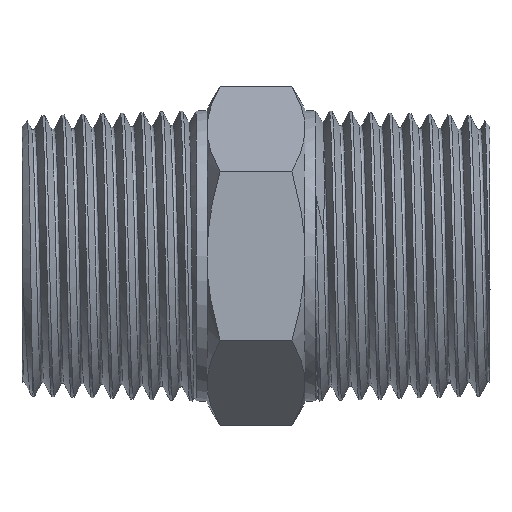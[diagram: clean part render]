
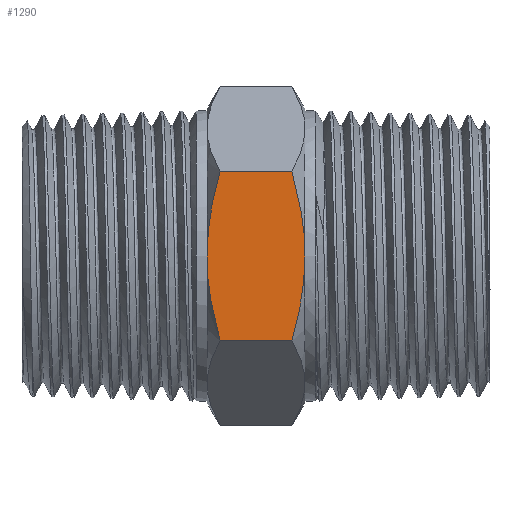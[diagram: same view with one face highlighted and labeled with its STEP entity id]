
A CAD part, front view. The second image highlights one B-rep face of the part: STEP entity #1290.
In plain terms, the highlighted face is planar.
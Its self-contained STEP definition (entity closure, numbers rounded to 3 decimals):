
#21=(
BOUNDED_CURVE()
B_SPLINE_CURVE(2,(#8529,#8530,#8531),.UNSPECIFIED.,.F.,.F.)
B_SPLINE_CURVE_WITH_KNOTS((3,3),(48.296,65.757),
 .UNSPECIFIED.)
CURVE()
GEOMETRIC_REPRESENTATION_ITEM()
RATIONAL_B_SPLINE_CURVE((2.219,2.219,2.06))
REPRESENTATION_ITEM('')
);
#27=(
BOUNDED_CURVE()
B_SPLINE_CURVE(2,(#8553,#8554,#8555),.UNSPECIFIED.,.F.,.F.)
B_SPLINE_CURVE_WITH_KNOTS((3,3),(29.313,46.236),
 .UNSPECIFIED.)
CURVE()
GEOMETRIC_REPRESENTATION_ITEM()
RATIONAL_B_SPLINE_CURVE((2.,2.155,2.155))
REPRESENTATION_ITEM('')
);
#28=(
BOUNDED_CURVE()
B_SPLINE_CURVE(2,(#8561,#8562,#8563),.UNSPECIFIED.,.F.,.F.)
B_SPLINE_CURVE_WITH_KNOTS((3,3),(30.836,48.296),
 .UNSPECIFIED.)
CURVE()
GEOMETRIC_REPRESENTATION_ITEM()
RATIONAL_B_SPLINE_CURVE((2.06,2.219,2.219))
REPRESENTATION_ITEM('')
);
#30=(
BOUNDED_CURVE()
B_SPLINE_CURVE(2,(#8569,#8570,#8571),.UNSPECIFIED.,.F.,.F.)
B_SPLINE_CURVE_WITH_KNOTS((3,3),(46.236,63.16),
 .UNSPECIFIED.)
CURVE()
GEOMETRIC_REPRESENTATION_ITEM()
RATIONAL_B_SPLINE_CURVE((2.155,2.155,2.))
REPRESENTATION_ITEM('')
);
#53=PLANE('',#1392);
#254=FACE_OUTER_BOUND('',#334,.T.);
#334=EDGE_LOOP('',(#1043,#1044,#1045,#1046,#1047,#1048));
#432=LINE('',#8557,#483);
#434=LINE('',#8576,#485);
#483=VECTOR('',#1582,1000.);
#485=VECTOR('',#1590,1000.);
#569=VERTEX_POINT('',#8502);
#576=VERTEX_POINT('',#8517);
#579=VERTEX_POINT('',#8525);
#582=VERTEX_POINT('',#8549);
#583=VERTEX_POINT('',#8560);
#584=VERTEX_POINT('',#8568);
#738=EDGE_CURVE('',#579,#569,#21,.F.);
#744=EDGE_CURVE('',#576,#582,#27,.F.);
#745=EDGE_CURVE('',#579,#582,#432,.T.);
#747=EDGE_CURVE('',#569,#583,#28,.F.);
#749=EDGE_CURVE('',#584,#576,#30,.F.);
#751=EDGE_CURVE('',#583,#584,#434,.T.);
#1043=ORIENTED_EDGE('',*,*,#751,.T.);
#1044=ORIENTED_EDGE('',*,*,#749,.T.);
#1045=ORIENTED_EDGE('',*,*,#744,.T.);
#1046=ORIENTED_EDGE('',*,*,#745,.F.);
#1047=ORIENTED_EDGE('',*,*,#738,.T.);
#1048=ORIENTED_EDGE('',*,*,#747,.T.);
#1290=ADVANCED_FACE('',(#254),#53,.T.);
#1392=AXIS2_PLACEMENT_3D('',#8575,#1588,#1589);
#1582=DIRECTION('',(1.,0.,0.));
#1588=DIRECTION('center_axis',(0.,0.,1.));
#1589=DIRECTION('ref_axis',(1.,0.,0.));
#1590=DIRECTION('',(1.,0.,0.));
#8502=CARTESIAN_POINT('',(17.,0.,13.5));
#8517=CARTESIAN_POINT('',(26.,0.,13.5));
#8525=CARTESIAN_POINT('',(18.206,7.794,13.5));
#8529=CARTESIAN_POINT('Ctrl Pts',(17.,0.,13.5));
#8530=CARTESIAN_POINT('Ctrl Pts',(17.,3.617,13.5));
#8531=CARTESIAN_POINT('Ctrl Pts',(18.206,7.794,13.5));
#8549=CARTESIAN_POINT('',(24.794,7.794,13.5));
#8553=CARTESIAN_POINT('Ctrl Pts',(24.794,7.794,13.5));
#8554=CARTESIAN_POINT('Ctrl Pts',(26.,3.617,13.5));
#8555=CARTESIAN_POINT('Ctrl Pts',(26.,0.,13.5));
#8557=CARTESIAN_POINT('',(17.5,7.794,13.5));
#8560=CARTESIAN_POINT('',(18.206,-7.794,13.5));
#8561=CARTESIAN_POINT('Ctrl Pts',(18.206,-7.794,13.5));
#8562=CARTESIAN_POINT('Ctrl Pts',(17.,-3.617,13.5));
#8563=CARTESIAN_POINT('Ctrl Pts',(17.,0.,13.5));
#8568=CARTESIAN_POINT('',(24.794,-7.794,13.5));
#8569=CARTESIAN_POINT('Ctrl Pts',(26.,0.,13.5));
#8570=CARTESIAN_POINT('Ctrl Pts',(26.,-3.617,13.5));
#8571=CARTESIAN_POINT('Ctrl Pts',(24.794,-7.794,13.5));
#8575=CARTESIAN_POINT('Origin',(17.5,7.794,13.5));
#8576=CARTESIAN_POINT('',(17.5,-7.794,13.5));
